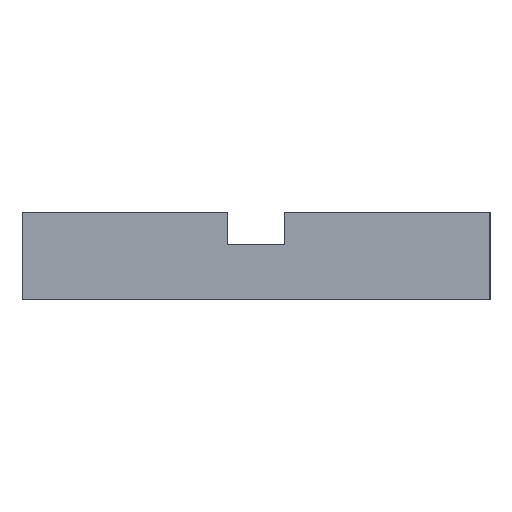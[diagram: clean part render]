
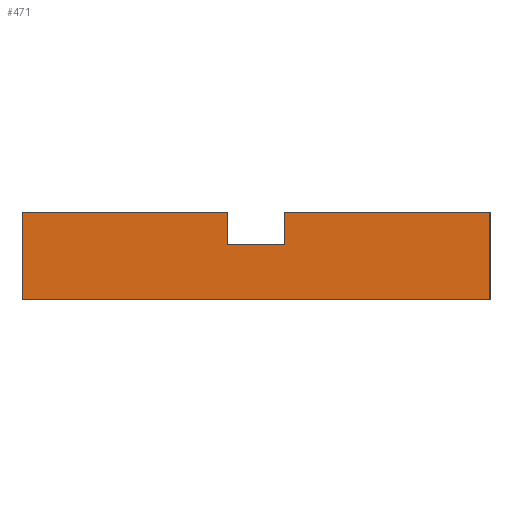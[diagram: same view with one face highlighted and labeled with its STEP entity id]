
A CAD part, left-side view. The second image highlights one B-rep face of the part: STEP entity #471.
In plain terms, the highlighted planar face has unit normal (-1, 0, 0).
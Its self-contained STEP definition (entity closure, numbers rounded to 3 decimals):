
#28=FACE_OUTER_BOUND('',#53,.T.);
#53=EDGE_LOOP('',(#341,#342,#343,#344,#345,#346,#347,#348));
#72=LINE('',#653,#136);
#74=LINE('',#657,#138);
#88=LINE('',#686,#152);
#92=LINE('',#699,#156);
#95=LINE('',#705,#159);
#96=LINE('',#706,#160);
#97=LINE('',#708,#161);
#98=LINE('',#709,#162);
#136=VECTOR('',#533,10.);
#138=VECTOR('',#537,10.);
#152=VECTOR('',#559,10.);
#156=VECTOR('',#571,10.);
#159=VECTOR('',#576,10.);
#160=VECTOR('',#577,10.);
#161=VECTOR('',#578,10.);
#162=VECTOR('',#579,10.);
#200=VERTEX_POINT('',#650);
#201=VERTEX_POINT('',#652);
#202=VERTEX_POINT('',#656);
#213=VERTEX_POINT('',#685);
#216=VERTEX_POINT('',#695);
#218=VERTEX_POINT('',#698);
#220=VERTEX_POINT('',#704);
#221=VERTEX_POINT('',#707);
#244=EDGE_CURVE('',#200,#201,#72,.T.);
#246=EDGE_CURVE('',#202,#201,#74,.T.);
#260=EDGE_CURVE('',#202,#213,#88,.T.);
#266=EDGE_CURVE('',#218,#216,#92,.T.);
#269=EDGE_CURVE('',#216,#220,#95,.T.);
#270=EDGE_CURVE('',#213,#220,#96,.T.);
#271=EDGE_CURVE('',#221,#200,#97,.T.);
#272=EDGE_CURVE('',#218,#221,#98,.T.);
#341=ORIENTED_EDGE('',*,*,#266,.T.);
#342=ORIENTED_EDGE('',*,*,#269,.T.);
#343=ORIENTED_EDGE('',*,*,#270,.F.);
#344=ORIENTED_EDGE('',*,*,#260,.F.);
#345=ORIENTED_EDGE('',*,*,#246,.T.);
#346=ORIENTED_EDGE('',*,*,#244,.F.);
#347=ORIENTED_EDGE('',*,*,#271,.F.);
#348=ORIENTED_EDGE('',*,*,#272,.F.);
#447=PLANE('',#511);
#471=ADVANCED_FACE('',(#28),#447,.T.);
#511=AXIS2_PLACEMENT_3D('',#703,#574,#575);
#533=DIRECTION('',(0.,0.,-1.));
#537=DIRECTION('',(0.,1.,0.));
#559=DIRECTION('',(0.,0.,1.));
#571=DIRECTION('',(0.,-1.,0.));
#574=DIRECTION('center_axis',(-1.,0.,0.));
#575=DIRECTION('ref_axis',(0.,-1.,0.));
#576=DIRECTION('',(0.,0.,1.));
#577=DIRECTION('',(0.,-1.,0.));
#578=DIRECTION('',(0.,-1.,0.));
#579=DIRECTION('',(0.,0.,1.));
#650=CARTESIAN_POINT('',(-85.832,-9.518,5.));
#652=CARTESIAN_POINT('',(-85.832,-9.518,-0.5));
#653=CARTESIAN_POINT('',(-85.832,-9.518,-17.5));
#656=CARTESIAN_POINT('',(-85.832,-19.318,-0.5));
#657=CARTESIAN_POINT('',(-85.832,5.582,-0.5));
#685=CARTESIAN_POINT('',(-85.832,-19.318,5.));
#686=CARTESIAN_POINT('',(-85.832,-19.318,-17.5));
#695=CARTESIAN_POINT('',(-85.832,-54.418,-10.));
#698=CARTESIAN_POINT('',(-85.832,25.582,-10.));
#699=CARTESIAN_POINT('',(-85.832,5.582,-10.));
#703=CARTESIAN_POINT('Origin',(-85.832,25.582,-40.));
#704=CARTESIAN_POINT('',(-85.832,-54.418,5.));
#705=CARTESIAN_POINT('',(-85.832,-54.418,-40.));
#706=CARTESIAN_POINT('',(-85.832,-54.418,5.));
#707=CARTESIAN_POINT('',(-85.832,25.582,5.));
#708=CARTESIAN_POINT('',(-85.832,-54.418,5.));
#709=CARTESIAN_POINT('',(-85.832,25.582,-40.));
